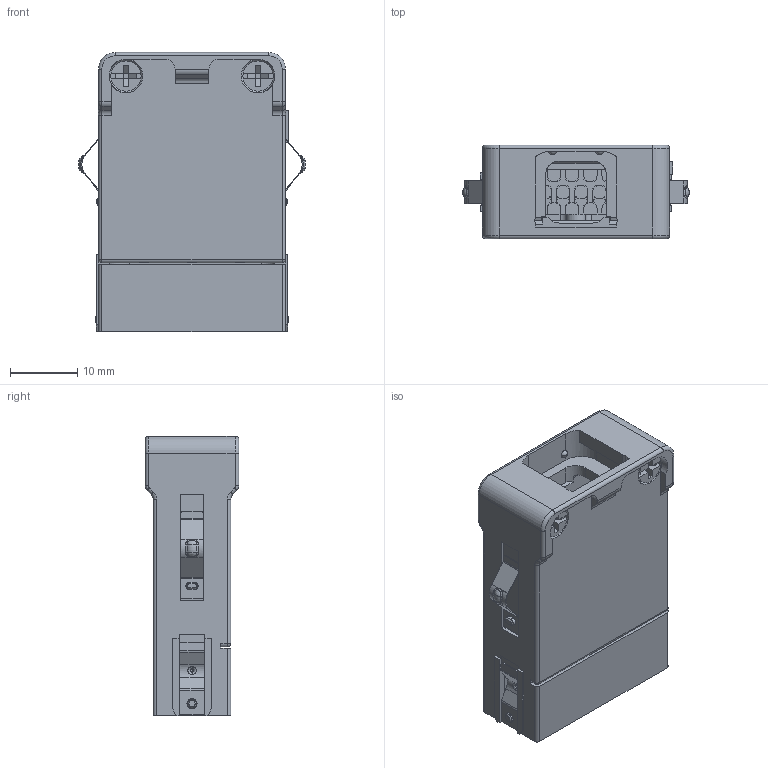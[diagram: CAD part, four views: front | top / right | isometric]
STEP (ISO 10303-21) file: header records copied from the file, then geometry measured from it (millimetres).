
FILE_DESCRIPTION((''),'2;1');
FILE_NAME('PRT0042','2022-06-29T',('lj.zou'),(''),'PRO/ENGINEER BY PARAMETRIC TECHNOLOGY CORPORATION, 2012480','PRO/ENGINEER BY PARAMETRIC TECHNOLOGY CORPORATION, 2012480','');
FILE_SCHEMA(('CONFIG_CONTROL_DESIGN'));
Products named in the file (1): PRT0042
Bounding box: 33.67 x 13.9 x 41.4 mm (x, y, z)
Surface area: 9069.5 mm2 (no closed solid volume)
Topology: 0 solids, 1 shells, 1338 faces, 4089 edges, 2731 vertices
Faces by surface type: plane 789, cylinder 423, bspline 53, cone 32, torus 31, sphere 10
Entity records: 63610 total; most frequent: CARTESIAN_POINT 14669, ORIENTED_EDGE 7676, DIRECTION 7255, PRESENTATION_STYLE_ASSIGNMENT 4093, STYLED_ITEM 4093, CURVE_STYLE 4078, EDGE_CURVE 3839, VECTOR 2893
